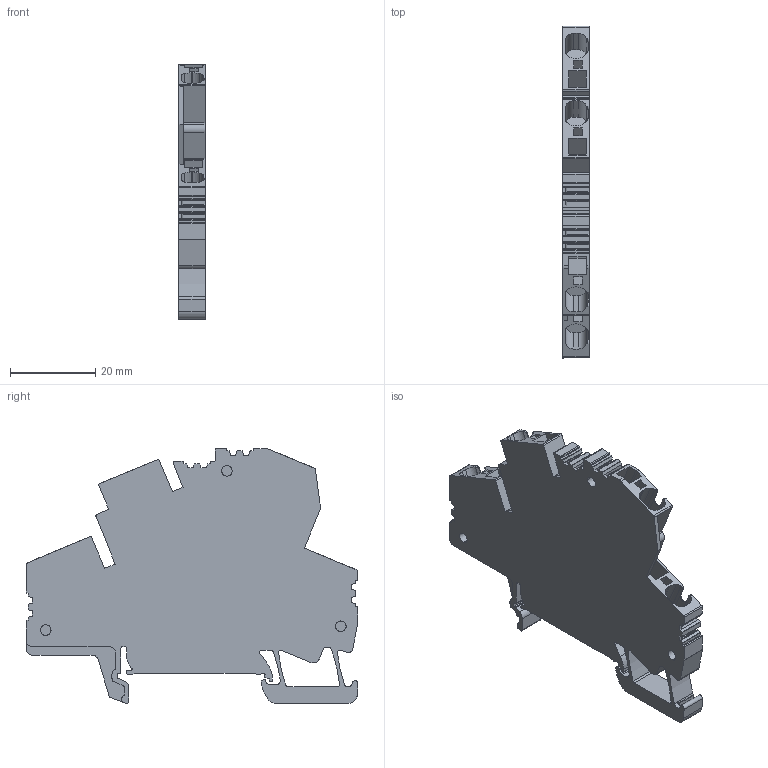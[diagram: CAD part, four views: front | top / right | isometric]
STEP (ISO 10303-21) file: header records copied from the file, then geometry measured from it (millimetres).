
FILE_DESCRIPTION(('CATIA V5 STEP Exchange','CAx-IF Rec.Pracs.--- Model Styling and Organization---1.4--- 2014-01-23'),'2;1');
FILE_NAME ('347431_2', '2023-07-28T05:48:41+00:00', ('none'), ('Weidmueller'), 'CATIA Version 5-6 Release 2016 SP3 HF44', 'CATIA V5 STEP AP214', 'none');
FILE_SCHEMA(('AUTOMOTIVE_DESIGN { 1 0 10303 214 1 1 1 1 }'));
Length unit declared in the file: millimetre
Products named in the file (1): 8670520000
Bounding box: 6.1 x 77.83 x 59.73 mm (x, y, z)
Volume: 16199.1 mm3; surface area: 11137.9 mm2
Topology: 1 solids, 1 shells, 470 faces, 1341 edges, 886 vertices
Faces by surface type: plane 300, cylinder 170
Entity records: 15224 total; most frequent: CARTESIAN_POINT 3523, ORIENTED_EDGE 2682, DIRECTION 1991, EDGE_CURVE 1341, VECTOR 984, LINE 984, VERTEX_POINT 886, AXIS2_PLACEMENT_3D 626
